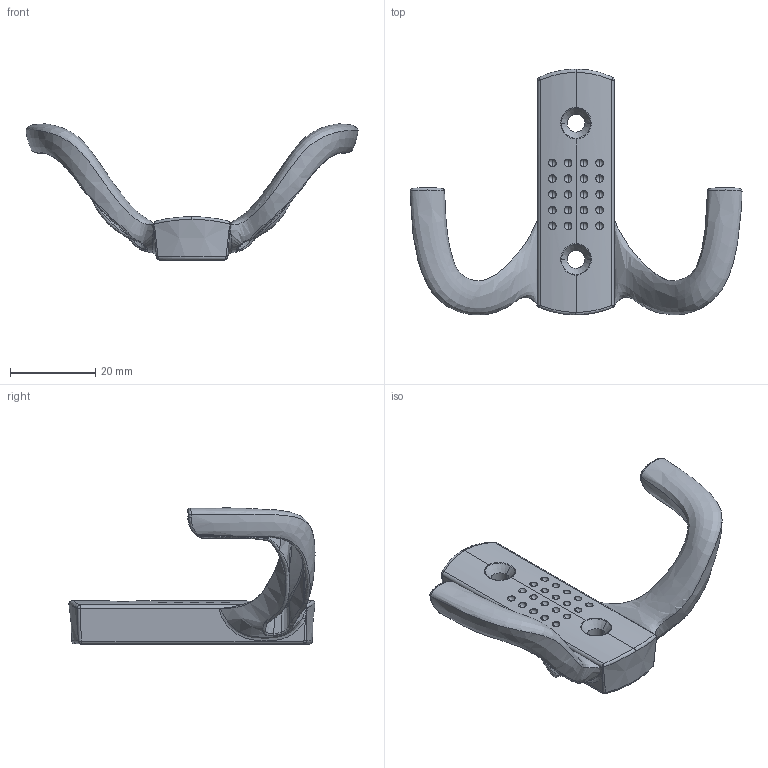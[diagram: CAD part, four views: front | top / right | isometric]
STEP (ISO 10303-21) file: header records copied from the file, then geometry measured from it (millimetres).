
FILE_DESCRIPTION (( 'STEP AP214' ), '1' );
FILE_NAME ('F002427,F002428,F002429_3D.step', '2022-06-10T07:05:25', ( '' ), ( '' ), 'SwSTEP 2.0', 'SolidWorks 2020', '' );
FILE_SCHEMA (( 'AUTOMOTIVE_DESIGN' ));
Length unit declared in the file: millimetre
Products named in the file (1): F002427,F002428,F002429_3D
Bounding box: 78.02 x 57.83 x 32.02 mm (x, y, z)
Volume: 7446 mm3; surface area: 8526.4 mm2
Topology: 1 solids, 1 shells, 291 faces, 730 edges, 449 vertices
Faces by surface type: bspline 142, cylinder 53, sphere 42, plane 24, cone 22, torus 8
Entity records: 28841 total; most frequent: CARTESIAN_POINT 23485, ORIENTED_EDGE 1438, EDGE_CURVE 719, DIRECTION 598, B_SPLINE_CURVE_WITH_KNOTS 485, VERTEX_POINT 448, EDGE_LOOP 313, FACE_OUTER_BOUND 291
